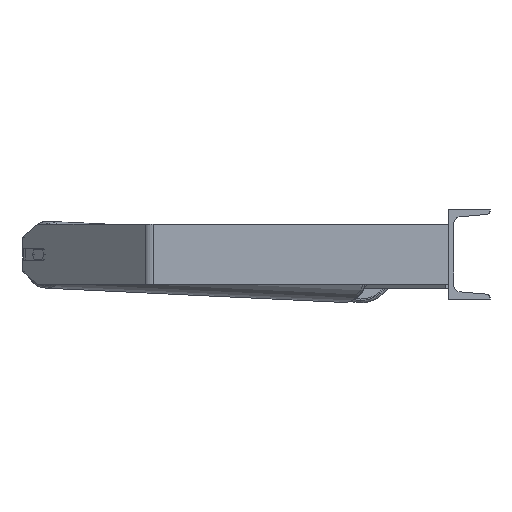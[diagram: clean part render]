
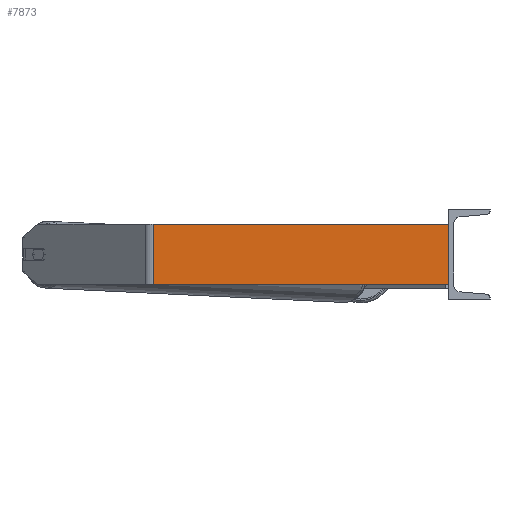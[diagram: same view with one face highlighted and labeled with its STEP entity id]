
A CAD part, left-side view. The second image highlights one B-rep face of the part: STEP entity #7873.
In plain terms, the highlighted planar face has unit normal (-1, 0, 0).
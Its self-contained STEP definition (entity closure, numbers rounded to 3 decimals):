
#4 = EDGE_LOOP ( 'NONE', ( #1635, #6322, #7769, #6510 ) ) ;
#240 = FACE_OUTER_BOUND ( 'NONE', #4, .T. ) ;
#634 = PLANE ( 'NONE',  #6273 ) ;
#865 = LINE ( 'NONE', #8402, #6821 ) ;
#978 = CARTESIAN_POINT ( 'NONE',  ( -885., 392.315, 40. ) ) ;
#1017 = EDGE_CURVE ( 'NONE', #6908, #4359, #8658, .T. ) ;
#1299 = EDGE_CURVE ( 'NONE', #6908, #4519, #865, .T. ) ;
#1635 = ORIENTED_EDGE ( 'NONE', *, *, #7564, .T. ) ;
#2323 = DIRECTION ( 'NONE',  ( 0., 1., 0. ) ) ;
#3382 = VECTOR ( 'NONE', #8000, 1000. ) ;
#3539 = CARTESIAN_POINT ( 'NONE',  ( -885., 0., 40. ) ) ;
#3600 = DIRECTION ( 'NONE',  ( 0., -1., 0. ) ) ;
#4150 = EDGE_CURVE ( 'NONE', #4519, #8413, #7232, .T. ) ;
#4359 = VERTEX_POINT ( 'NONE', #5312 ) ;
#4464 = CARTESIAN_POINT ( 'NONE',  ( -885., 0., 40. ) ) ;
#4519 = VERTEX_POINT ( 'NONE', #3539 ) ;
#5127 = CARTESIAN_POINT ( 'NONE',  ( -885., 398.942, 40. ) ) ;
#5297 = CARTESIAN_POINT ( 'NONE',  ( -885., 0., -40. ) ) ;
#5312 = CARTESIAN_POINT ( 'NONE',  ( -885., 392.315, -40. ) ) ;
#5755 = DIRECTION ( 'NONE',  ( 1., 0., 0. ) ) ;
#5952 = LINE ( 'NONE', #7462, #3382 ) ;
#6236 = VECTOR ( 'NONE', #7093, 1000. ) ;
#6273 = AXIS2_PLACEMENT_3D ( 'NONE', #5127, #5755, #2323 ) ;
#6322 = ORIENTED_EDGE ( 'NONE', *, *, #4150, .F. ) ;
#6483 = DIRECTION ( 'NONE',  ( 0., 0., -1. ) ) ;
#6510 = ORIENTED_EDGE ( 'NONE', *, *, #1017, .T. ) ;
#6821 = VECTOR ( 'NONE', #3600, 1000. ) ;
#6889 = VECTOR ( 'NONE', #6483, 1000. ) ;
#6908 = VERTEX_POINT ( 'NONE', #8178 ) ;
#7093 = DIRECTION ( 'NONE',  ( 0., 0., -1. ) ) ;
#7232 = LINE ( 'NONE', #4464, #6236 ) ;
#7462 = CARTESIAN_POINT ( 'NONE',  ( -885., 398.942, -40. ) ) ;
#7564 = EDGE_CURVE ( 'NONE', #4359, #8413, #5952, .T. ) ;
#7769 = ORIENTED_EDGE ( 'NONE', *, *, #1299, .F. ) ;
#7873 = ADVANCED_FACE ( 'NONE', ( #240 ), #634, .F. ) ;
#8000 = DIRECTION ( 'NONE',  ( 0., -1., 0. ) ) ;
#8178 = CARTESIAN_POINT ( 'NONE',  ( -885., 392.315, 40. ) ) ;
#8402 = CARTESIAN_POINT ( 'NONE',  ( -885., 398.942, 40. ) ) ;
#8413 = VERTEX_POINT ( 'NONE', #5297 ) ;
#8658 = LINE ( 'NONE', #978, #6889 ) ;
